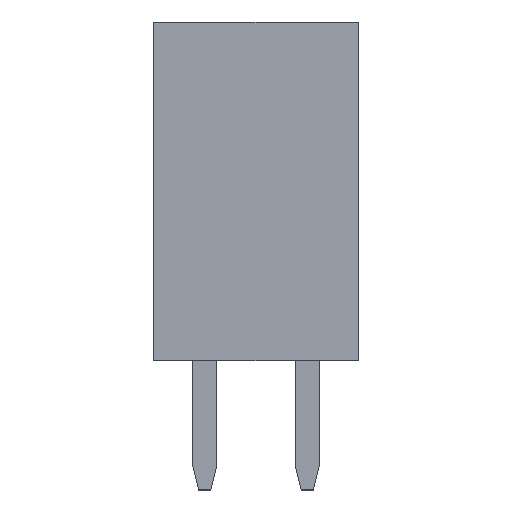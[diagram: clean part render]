
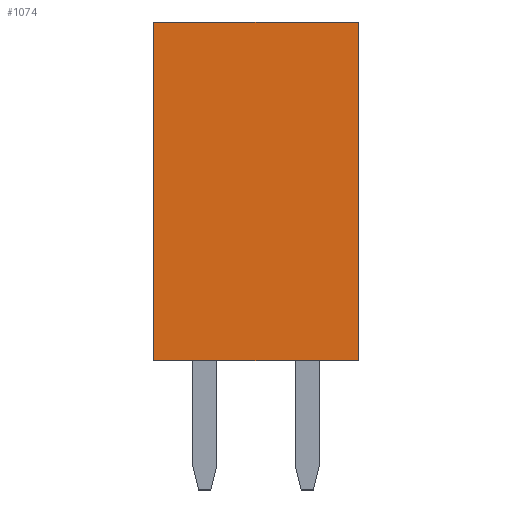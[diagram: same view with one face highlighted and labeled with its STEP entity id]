
A CAD part, top view. The second image highlights one B-rep face of the part: STEP entity #1074.
In plain terms, the highlighted planar face has unit normal (0, 0, 1).
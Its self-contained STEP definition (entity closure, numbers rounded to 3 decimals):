
#430=CARTESIAN_POINT('',(3.81,8.4,1.27));
#431=VERTEX_POINT('',#430);
#438=CARTESIAN_POINT('',(3.81,0.0,1.27));
#439=VERTEX_POINT('',#438);
#440=CARTESIAN_POINT('',(3.81,0.0,1.27));
#441=DIRECTION('',(0.0,1.0,0.0));
#442=VECTOR('',#441,8.4);
#443=LINE('',#440,#442);
#444=EDGE_CURVE('',#439,#431,#443,.T.);
#692=CARTESIAN_POINT('',(-1.27,8.4,1.27));
#693=VERTEX_POINT('',#692);
#694=CARTESIAN_POINT('',(3.81,8.4,1.27));
#695=DIRECTION('',(-1.0,0.0,0.0));
#696=VECTOR('',#695,5.08);
#697=LINE('',#694,#696);
#698=EDGE_CURVE('',#431,#693,#697,.T.);
#988=CARTESIAN_POINT('',(-1.27,0.0,1.27));
#989=VERTEX_POINT('',#988);
#990=CARTESIAN_POINT('',(-1.27,0.0,1.27));
#991=DIRECTION('',(1.0,0.0,0.0));
#992=VECTOR('',#991,5.08);
#993=LINE('',#990,#992);
#994=EDGE_CURVE('',#989,#439,#993,.T.);
#1058=CARTESIAN_POINT('',(1.27,0.0,1.27));
#1059=DIRECTION('',(0.0,0.0,1.0));
#1060=DIRECTION('',(1.0,0.0,0.0));
#1061=AXIS2_PLACEMENT_3D('',#1058,#1059,#1060);
#1062=PLANE('',#1061);
#1063=ORIENTED_EDGE('',*,*,#698,.T.);
#1064=CARTESIAN_POINT('',(-1.27,0.0,1.27));
#1065=DIRECTION('',(0.0,1.0,0.0));
#1066=VECTOR('',#1065,8.4);
#1067=LINE('',#1064,#1066);
#1068=EDGE_CURVE('',#989,#693,#1067,.T.);
#1069=ORIENTED_EDGE('',*,*,#1068,.F.);
#1070=ORIENTED_EDGE('',*,*,#994,.T.);
#1071=ORIENTED_EDGE('',*,*,#444,.T.);
#1072=EDGE_LOOP('',(#1063,#1069,#1070,#1071));
#1073=FACE_OUTER_BOUND('',#1072,.T.);
#1074=ADVANCED_FACE('',(#1073),#1062,.T.);
